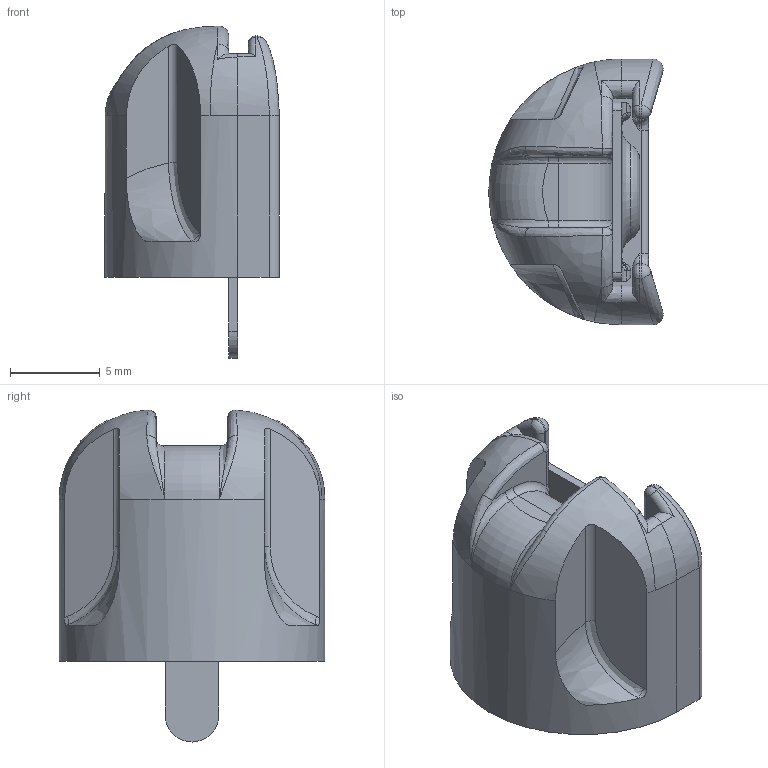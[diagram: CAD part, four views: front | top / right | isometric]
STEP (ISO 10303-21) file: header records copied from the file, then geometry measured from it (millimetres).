
FILE_DESCRIPTION(/* description */ (''),/* implementation_level */ '2;1');
FILE_NAME(/* name */ 'battery-terminal.step',/* time_stamp */ '2025-06-05T15:33:38+03:00',/* author */ (''),/* organization */ (''),/* preprocessor_version */ 'ST-DEVELOPER v20.1',/* originating_system */ 'Autodesk Translation Framework v14.10.0.0',/* authorisation */ '');
FILE_SCHEMA (('AUTOMOTIVE_DESIGN { 1 0 10303 214 3 1 1 }'));
Length unit declared in the file: millimetre
Products named in the file (1): battery-terminal
Bounding box: 9.71 x 14.8 x 18.49 mm (x, y, z)
Volume: 1102.5 mm3; surface area: 1223.5 mm2
Topology: 2 solids, 2 shells, 195 faces, 515 edges, 313 vertices
Faces by surface type: cylinder 87, bspline 54, plane 37, torus 15, sphere 2
Full cylindrical faces by diameter (mm): 2.075 x10, 2.58 x5
Entity records: 10165 total; most frequent: CARTESIAN_POINT 5822, ORIENTED_EDGE 1006, DIRECTION 733, EDGE_CURVE 503, VERTEX_POINT 313, AXIS2_PLACEMENT_3D 282, EDGE_LOOP 198, FACE_OUTER_BOUND 195
